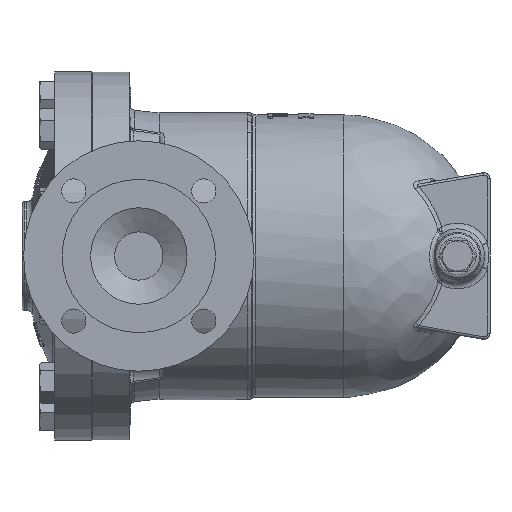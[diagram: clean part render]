
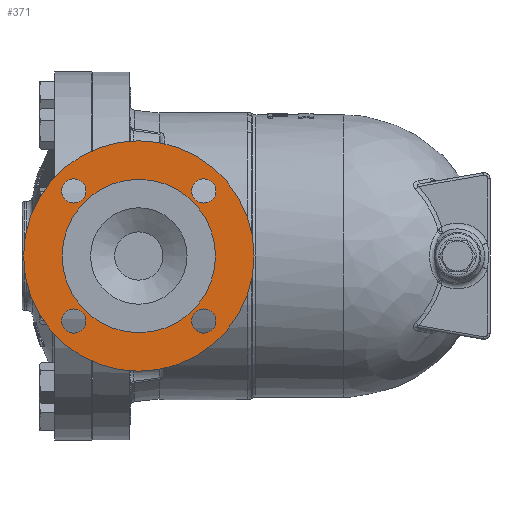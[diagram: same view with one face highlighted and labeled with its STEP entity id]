
A CAD part, left-side view. The second image highlights one B-rep face of the part: STEP entity #371.
In plain terms, the highlighted planar face has unit normal (-1, 0, 0).
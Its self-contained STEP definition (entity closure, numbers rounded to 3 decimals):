
#165=CARTESIAN_POINT('',(-245.4,57.5,0.0));
#166=VERTEX_POINT('',#165);
#167=CARTESIAN_POINT('',(-245.4,-38.,0.0));
#168=DIRECTION('',(1.0,0.0,0.0));
#169=DIRECTION('',(0.0,1.0,0.0));
#170=AXIS2_PLACEMENT_3D('',#167,#168,#169);
#171=CIRCLE('',#170,95.5);
#172=EDGE_CURVE('',#166,#166,#171,.T.);
#185=CARTESIAN_POINT('',(-245.4,-81.882,-53.882));
#186=VERTEX_POINT('',#185);
#187=CARTESIAN_POINT('',(-245.4,-91.882,-53.882));
#188=DIRECTION('',(1.0,0.0,0.0));
#189=DIRECTION('',(0.0,-1.0,0.0));
#190=AXIS2_PLACEMENT_3D('',#187,#188,#189);
#191=CIRCLE('',#190,10.0);
#192=EDGE_CURVE('',#186,#186,#191,.T.);
#205=CARTESIAN_POINT('',(-245.4,-91.882,43.882));
#206=VERTEX_POINT('',#205);
#207=CARTESIAN_POINT('',(-245.4,-91.882,53.882));
#208=DIRECTION('',(1.0,0.0,0.0));
#209=DIRECTION('',(0.0,0.0,1.0));
#210=AXIS2_PLACEMENT_3D('',#207,#208,#209);
#211=CIRCLE('',#210,10.0);
#212=EDGE_CURVE('',#206,#206,#211,.T.);
#225=CARTESIAN_POINT('',(-245.4,5.882,53.882));
#226=VERTEX_POINT('',#225);
#227=CARTESIAN_POINT('',(-245.4,15.882,53.882));
#228=DIRECTION('',(1.0,0.0,0.0));
#229=DIRECTION('',(0.0,1.0,0.0));
#230=AXIS2_PLACEMENT_3D('',#227,#228,#229);
#231=CIRCLE('',#230,10.0);
#232=EDGE_CURVE('',#226,#226,#231,.T.);
#245=CARTESIAN_POINT('',(-245.4,15.882,-43.882));
#246=VERTEX_POINT('',#245);
#247=CARTESIAN_POINT('',(-245.4,15.882,-53.882));
#248=DIRECTION('',(1.0,0.0,0.0));
#249=DIRECTION('',(0.0,0.0,-1.0));
#250=AXIS2_PLACEMENT_3D('',#247,#248,#249);
#251=CIRCLE('',#250,10.0);
#252=EDGE_CURVE('',#246,#246,#251,.T.);
#340=CARTESIAN_POINT('',(-245.4,41.5,0.0));
#341=DIRECTION('',(1.0,0.0,0.0));
#342=DIRECTION('',(0.0,0.0,-1.0));
#343=AXIS2_PLACEMENT_3D('',#340,#341,#342);
#344=PLANE('',#343);
#345=ORIENTED_EDGE('',*,*,#172,.F.);
#346=EDGE_LOOP('',(#345));
#347=FACE_OUTER_BOUND('',#346,.T.);
#348=ORIENTED_EDGE('',*,*,#192,.T.);
#349=EDGE_LOOP('',(#348));
#350=FACE_BOUND('',#349,.T.);
#351=ORIENTED_EDGE('',*,*,#212,.T.);
#352=EDGE_LOOP('',(#351));
#353=FACE_BOUND('',#352,.T.);
#354=ORIENTED_EDGE('',*,*,#232,.T.);
#355=EDGE_LOOP('',(#354));
#356=FACE_BOUND('',#355,.T.);
#357=ORIENTED_EDGE('',*,*,#252,.T.);
#358=EDGE_LOOP('',(#357));
#359=FACE_BOUND('',#358,.T.);
#360=CARTESIAN_POINT('',(-245.4,25.5,0.0));
#361=VERTEX_POINT('',#360);
#362=CARTESIAN_POINT('',(-245.4,-38.,0.0));
#363=DIRECTION('',(1.0,0.0,0.0));
#364=DIRECTION('',(0.0,1.0,0.0));
#365=AXIS2_PLACEMENT_3D('',#362,#363,#364);
#366=CIRCLE('',#365,63.5);
#367=EDGE_CURVE('',#361,#361,#366,.T.);
#368=ORIENTED_EDGE('',*,*,#367,.T.);
#369=EDGE_LOOP('',(#368));
#370=FACE_BOUND('',#369,.T.);
#371=ADVANCED_FACE('',(#347,#350,#353,#356,#359,#370),#344,.F.);
